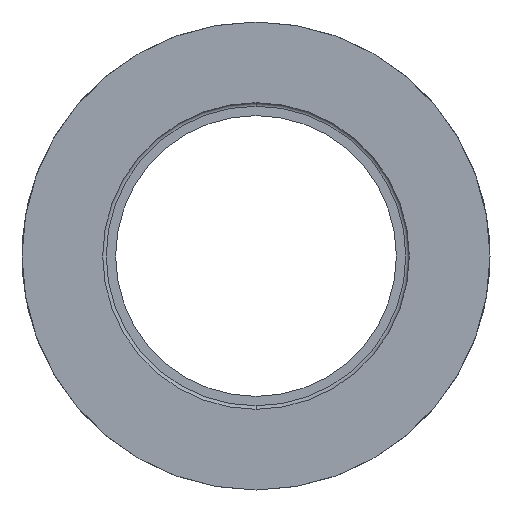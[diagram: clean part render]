
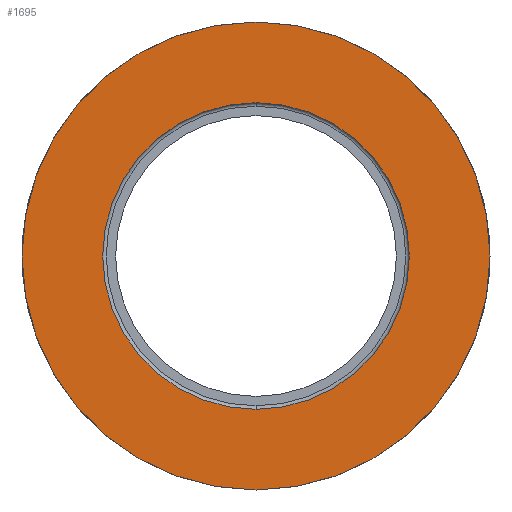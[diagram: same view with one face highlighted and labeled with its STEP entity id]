
A CAD part, front view. The second image highlights one B-rep face of the part: STEP entity #1695.
In plain terms, the highlighted planar face has unit normal (0, -1, 0).
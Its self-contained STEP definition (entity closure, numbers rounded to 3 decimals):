
#27 = CIRCLE ( 'NONE', #811, 13.1 ) ;
#59 = CIRCLE ( 'NONE', #1733, 13.1 ) ;
#75 = DIRECTION ( 'NONE',  ( 0., 0., -1. ) ) ;
#88 = CARTESIAN_POINT ( 'NONE',  ( 0., 0., 0. ) ) ;
#153 = DIRECTION ( 'NONE',  ( 0., -1., 0. ) ) ;
#161 = CARTESIAN_POINT ( 'NONE',  ( 0., 0., 0. ) ) ;
#300 = ORIENTED_EDGE ( 'NONE', *, *, #1171, .F. ) ;
#314 = DIRECTION ( 'NONE',  ( 0., 0., -1. ) ) ;
#373 = ORIENTED_EDGE ( 'NONE', *, *, #565, .T. ) ;
#473 = CARTESIAN_POINT ( 'NONE',  ( 0., 0., 0. ) ) ;
#501 = AXIS2_PLACEMENT_3D ( 'NONE', #88, #973, #75 ) ;
#517 = AXIS2_PLACEMENT_3D ( 'NONE', #161, #1204, #314 ) ;
#526 = ORIENTED_EDGE ( 'NONE', *, *, #1899, .F. ) ;
#555 = VERTEX_POINT ( 'NONE', #1433 ) ;
#565 = EDGE_CURVE ( 'NONE', #1750, #1879, #1327, .T. ) ;
#618 = DIRECTION ( 'NONE',  ( 0., 0., -1. ) ) ;
#697 = CARTESIAN_POINT ( 'NONE',  ( 13.1, 0., 0. ) ) ;
#745 = CARTESIAN_POINT ( 'NONE',  ( 0., 0., -20. ) ) ;
#806 = CIRCLE ( 'NONE', #517, 20. ) ;
#811 = AXIS2_PLACEMENT_3D ( 'NONE', #473, #1516, #618 ) ;
#821 = EDGE_LOOP ( 'NONE', ( #526, #300 ) ) ;
#846 = DIRECTION ( 'NONE',  ( 0., 0., -1. ) ) ;
#872 = EDGE_LOOP ( 'NONE', ( #1762, #373 ) ) ;
#887 = FACE_BOUND ( 'NONE', #821, .T. ) ;
#914 = VERTEX_POINT ( 'NONE', #1619 ) ;
#973 = DIRECTION ( 'NONE',  ( 0., -1., 0. ) ) ;
#985 = PLANE ( 'NONE',  #1726 ) ;
#1011 = CARTESIAN_POINT ( 'NONE',  ( 0., 0., 20. ) ) ;
#1044 = CARTESIAN_POINT ( 'NONE',  ( 0., 0., 0. ) ) ;
#1105 = EDGE_CURVE ( 'NONE', #1879, #1750, #806, .T. ) ;
#1171 = EDGE_CURVE ( 'NONE', #555, #914, #27, .T. ) ;
#1192 = DIRECTION ( 'NONE',  ( 0., 0., -1. ) ) ;
#1204 = DIRECTION ( 'NONE',  ( 0., -1., 0. ) ) ;
#1327 = CIRCLE ( 'NONE', #501, 20. ) ;
#1433 = CARTESIAN_POINT ( 'NONE',  ( 0., 0., 13.1 ) ) ;
#1516 = DIRECTION ( 'NONE',  ( 0., -1., 0. ) ) ;
#1619 = CARTESIAN_POINT ( 'NONE',  ( 0., 0., -13.1 ) ) ;
#1642 = FACE_OUTER_BOUND ( 'NONE', #872, .T. ) ;
#1695 = ADVANCED_FACE ( 'NONE', ( #1642, #887 ), #985, .T. ) ;
#1726 = AXIS2_PLACEMENT_3D ( 'NONE', #697, #1746, #846 ) ;
#1733 = AXIS2_PLACEMENT_3D ( 'NONE', #1044, #153, #1192 ) ;
#1746 = DIRECTION ( 'NONE',  ( 0., -1., 0. ) ) ;
#1750 = VERTEX_POINT ( 'NONE', #1011 ) ;
#1762 = ORIENTED_EDGE ( 'NONE', *, *, #1105, .T. ) ;
#1879 = VERTEX_POINT ( 'NONE', #745 ) ;
#1899 = EDGE_CURVE ( 'NONE', #914, #555, #59, .T. ) ;
